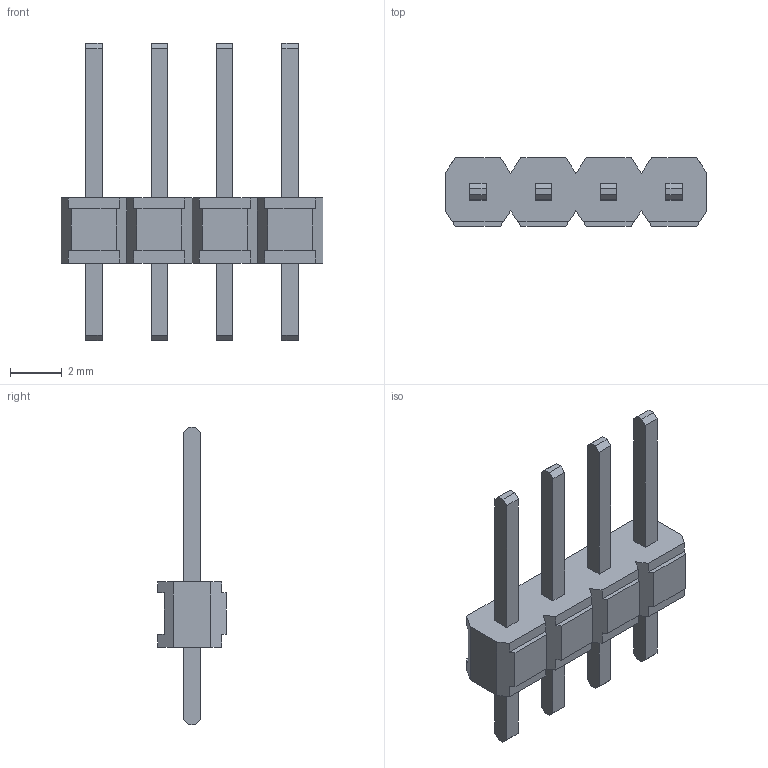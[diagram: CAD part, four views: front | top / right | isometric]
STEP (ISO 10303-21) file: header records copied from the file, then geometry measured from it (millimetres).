
FILE_DESCRIPTION (( 'STEP AP214' ), '1' );
FILE_NAME ('1x4P_2.54_3D.step', '2023-05-10T17:56:59', ( 'Windows User' ), ( 'P R C' ), 'SwSTEP 2.0', 'SolidWorks 2020', '' );
FILE_SCHEMA (( 'AUTOMOTIVE_DESIGN' ));
Length unit declared in the file: millimetre
Products named in the file (1): 1x4P_2.54_3D
Bounding box: 10.16 x 2.66 x 11.54 mm (x, y, z)
Volume: 74.1 mm3; surface area: 213.9 mm2
Topology: 1 solids, 1 shells, 116 faces, 318 edges, 212 vertices
Faces by surface type: plane 116
Entity records: 4912 total; most frequent: CARTESIAN_POINT 647, ORIENTED_EDGE 636, DIRECTION 552, EDGE_CURVE 318, LINE 318, VECTOR 318, VERTEX_POINT 212, EDGE_LOOP 124
